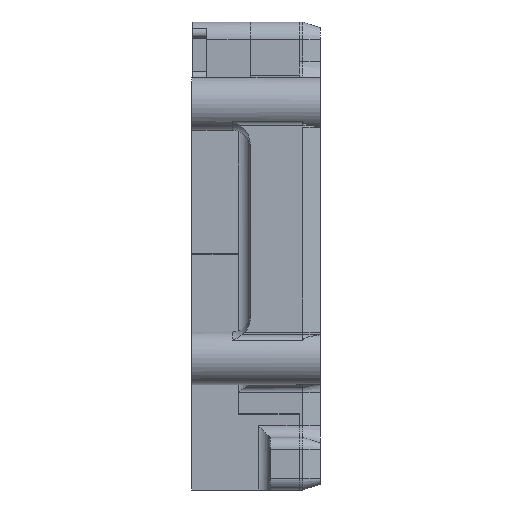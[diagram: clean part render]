
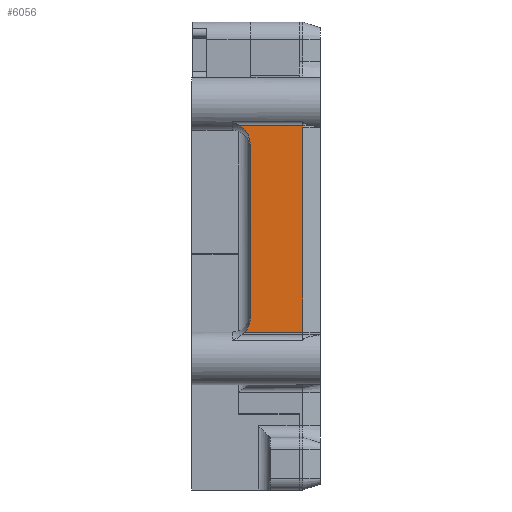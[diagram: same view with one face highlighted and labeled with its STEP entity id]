
A CAD part, left-side view. The second image highlights one B-rep face of the part: STEP entity #6056.
In plain terms, the highlighted planar face has unit normal (-1, 0, 0).
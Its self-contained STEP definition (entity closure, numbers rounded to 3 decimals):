
#68=B_SPLINE_CURVE_WITH_KNOTS('',3,(#8944,#8945,#8946,#8947,#8948,#8949,
#8950,#8951),.UNSPECIFIED.,.F.,.F.,(4,2,2,4),(-1.419,-1.291,
-1.162,-1.075),.UNSPECIFIED.);
#79=B_SPLINE_CURVE_WITH_KNOTS('',3,(#9119,#9120,#9121,#9122,#9123,#9124),
 .UNSPECIFIED.,.F.,.F.,(4,2,4),(-0.702,-0.586,-0.459),
 .UNSPECIFIED.);
#624=FACE_OUTER_BOUND('',#975,.T.);
#975=EDGE_LOOP('',(#4504,#4505,#4506,#4507,#4508,#4509,#4510));
#1295=LINE('',#9007,#1893);
#1332=LINE('',#9656,#1930);
#1337=LINE('',#9672,#1935);
#1339=LINE('',#9678,#1937);
#1424=LINE('',#9941,#2022);
#1893=VECTOR('',#7094,10.);
#1930=VECTOR('',#7243,10.);
#1935=VECTOR('',#7262,10.);
#1937=VECTOR('',#7272,10.);
#2022=VECTOR('',#7547,1.);
#2501=VERTEX_POINT('',#8895);
#2508=VERTEX_POINT('',#8942);
#2524=VERTEX_POINT('',#9005);
#2549=VERTEX_POINT('',#9118);
#2596=VERTEX_POINT('',#9653);
#2597=VERTEX_POINT('',#9655);
#2601=VERTEX_POINT('',#9670);
#3103=EDGE_CURVE('',#2501,#2508,#68,.F.);
#3123=EDGE_CURVE('',#2524,#2508,#1295,.T.);
#3152=EDGE_CURVE('',#2524,#2549,#79,.F.);
#3222=EDGE_CURVE('',#2596,#2597,#1332,.T.);
#3231=EDGE_CURVE('',#2601,#2596,#1337,.T.);
#3234=EDGE_CURVE('',#2597,#2549,#1339,.T.);
#3367=EDGE_CURVE('',#2501,#2601,#1424,.T.);
#4504=ORIENTED_EDGE('',*,*,#3231,.F.);
#4505=ORIENTED_EDGE('',*,*,#3367,.F.);
#4506=ORIENTED_EDGE('',*,*,#3103,.T.);
#4507=ORIENTED_EDGE('',*,*,#3123,.F.);
#4508=ORIENTED_EDGE('',*,*,#3152,.T.);
#4509=ORIENTED_EDGE('',*,*,#3234,.F.);
#4510=ORIENTED_EDGE('',*,*,#3222,.F.);
#5821=PLANE('',#6532);
#6056=ADVANCED_FACE('',(#624),#5821,.T.);
#6532=AXIS2_PLACEMENT_3D('',#9942,#7548,#7549);
#7094=DIRECTION('',(0.,0.,1.));
#7243=DIRECTION('',(0.,0.,-1.));
#7262=DIRECTION('',(0.,0.,-1.));
#7272=DIRECTION('',(0.,1.,0.));
#7547=DIRECTION('',(0.,-1.,0.));
#7548=DIRECTION('center_axis',(-1.,0.,0.));
#7549=DIRECTION('ref_axis',(0.,0.,
1.));
#8895=CARTESIAN_POINT('',(-30.5,-8.352,21.725));
#8942=CARTESIAN_POINT('',(-30.5,-10.,18.626));
#8944=CARTESIAN_POINT('Ctrl Pts',(-30.5,-10.,18.626));
#8945=CARTESIAN_POINT('Ctrl Pts',(-30.5,-10.,19.05));
#8946=CARTESIAN_POINT('Ctrl Pts',(-30.5,-9.905,19.549));
#8947=CARTESIAN_POINT('Ctrl Pts',(-30.5,-9.603,20.348));
#8948=CARTESIAN_POINT('Ctrl Pts',(-30.5,-9.338,20.791));
#8949=CARTESIAN_POINT('Ctrl Pts',(-30.5,-8.862,21.333));
#8950=CARTESIAN_POINT('Ctrl Pts',(-30.5,-8.614,21.556));
#8951=CARTESIAN_POINT('Ctrl Pts',(-30.5,-8.352,21.725));
#9005=CARTESIAN_POINT('',(-30.5,-10.,-11.126));
#9007=CARTESIAN_POINT('',(-30.5,-10.,26.759));
#9118=CARTESIAN_POINT('',(-30.5,-9.144,-13.509));
#9119=CARTESIAN_POINT('Ctrl Pts',(-30.5,-9.144,-13.509));
#9120=CARTESIAN_POINT('Ctrl Pts',(-30.5,-9.395,-13.2));
#9121=CARTESIAN_POINT('Ctrl Pts',(-30.5,-9.619,-12.805));
#9122=CARTESIAN_POINT('Ctrl Pts',(-30.5,-9.905,-12.049));
#9123=CARTESIAN_POINT('Ctrl Pts',(-30.5,-10.,-11.55));
#9124=CARTESIAN_POINT('Ctrl Pts',(-30.5,-10.,-11.126));
#9653=CARTESIAN_POINT('',(-30.5,-19.,21.469));
#9655=CARTESIAN_POINT('',(-30.5,-19.,-13.509));
#9656=CARTESIAN_POINT('',(-30.5,-19.,-9.954));
#9670=CARTESIAN_POINT('',(-30.5,-19.,21.725));
#9672=CARTESIAN_POINT('',(-30.5,-19.,21.725));
#9678=CARTESIAN_POINT('',(-30.5,-22.,-13.509));
#9941=CARTESIAN_POINT('',(-30.5,0.,21.725));
#9942=CARTESIAN_POINT('Origin',(-30.5,-22.,-14.907));
